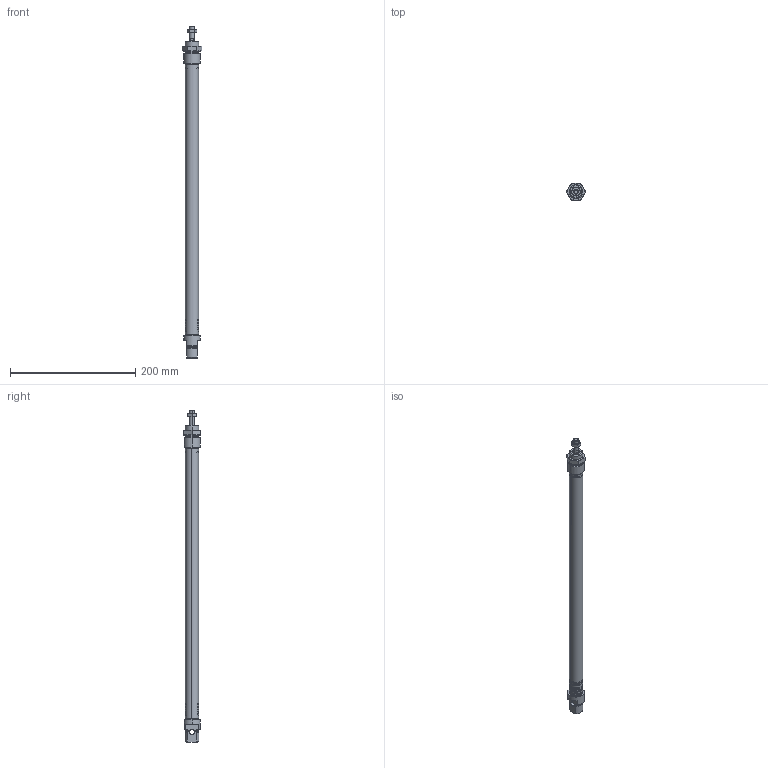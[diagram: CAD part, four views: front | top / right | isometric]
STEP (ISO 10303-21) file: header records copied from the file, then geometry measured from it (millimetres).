
FILE_DESCRIPTION (( 'STEP AP203' ), '1' );
FILE_NAME ('MADE0MN0200400.step', '2022-03-16T07:50:24', ( '' ), ( '' ), 'SwSTEP 2.0', 'SolidWorks 2021', '' );
FILE_SCHEMA (( 'CONFIG_CONTROL_DESIGN' ));
Length unit declared in the file: millimetre
Products named in the file (1): MADE0MN0200400
Bounding box: 31.18 x 27 x 531 mm (x, y, z)
Volume: 78927.5 mm3; surface area: 88486.2 mm2
Topology: 14 solids, 14 shells, 414 faces, 949 edges, 581 vertices
Faces by surface type: cylinder 127, plane 125, cone 122, torus 40
Entity records: 12154 total; most frequent: CARTESIAN_POINT 2483, DIRECTION 2171, ORIENTED_EDGE 1894, EDGE_CURVE 947, AXIS2_PLACEMENT_3D 901, VERTEX_POINT 581, CIRCLE 486, EDGE_LOOP 464
